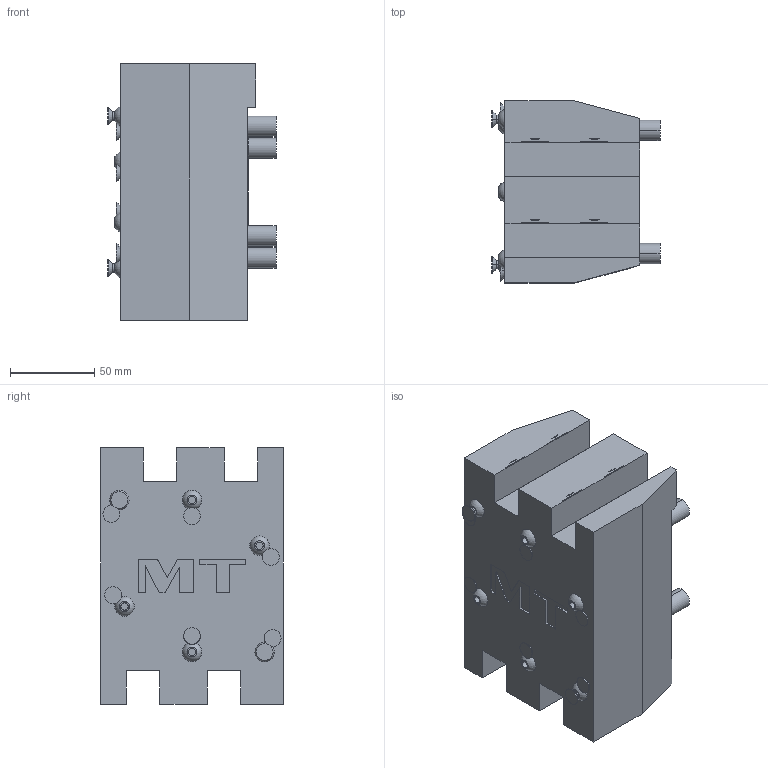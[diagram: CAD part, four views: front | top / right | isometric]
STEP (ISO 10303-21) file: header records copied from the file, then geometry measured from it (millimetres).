
FILE_DESCRIPTION((''),'2;1');
FILE_NAME('OKU1342000_CONF','2024-07-23T16:26:08',('smalpassi'),('M.T. srl'),'CREO PARAMETRIC BY PTC INC, 2023352','CREO PARAMETRIC BY PTC INC, 2023352','');
FILE_SCHEMA(('CONFIG_CONTROL_DESIGN'));
Length unit declared in the file: millimetre
Products named in the file (1): OKU1342000_CONF
Bounding box: 99.55 x 108 x 152.23 mm (x, y, z)
Volume: 1078032.1 mm3; surface area: 84334.2 mm2
Topology: 1 solids, 1 shells, 176 faces, 416 edges, 279 vertices
Faces by surface type: plane 99, cylinder 47, cone 16, torus 6, sphere 6, extrusion 2
Entity records: 5290 total; most frequent: CARTESIAN_POINT 1042, DIRECTION 891, ORIENTED_EDGE 832, EDGE_CURVE 416, AXIS2_PLACEMENT_3D 319, VERTEX_POINT 279, VECTOR 253, LINE 251
